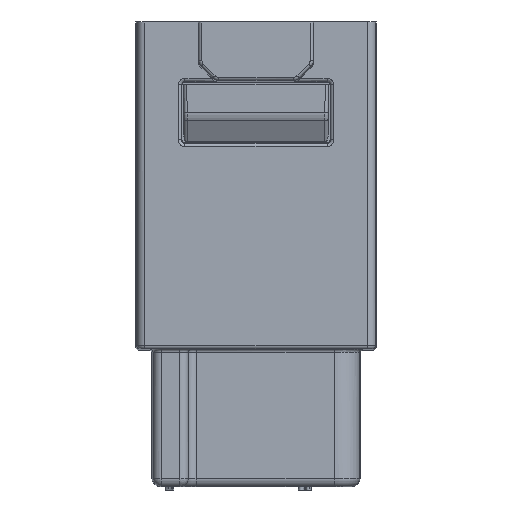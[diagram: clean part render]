
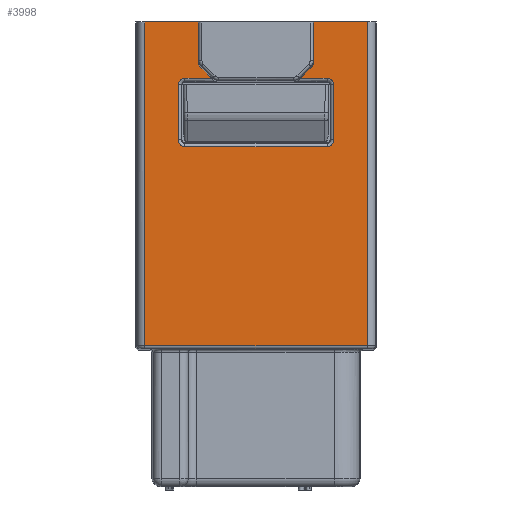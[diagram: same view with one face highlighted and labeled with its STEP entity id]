
A CAD part, front view. The second image highlights one B-rep face of the part: STEP entity #3998.
In plain terms, the highlighted planar face has unit normal (0, -1, 0).
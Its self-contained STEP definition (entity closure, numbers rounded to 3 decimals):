
#3284=B_SPLINE_CURVE_WITH_KNOTS('',3,(#39092,#39093,#39094,#39095),
 .UNSPECIFIED.,.F.,.F.,(4,4),(0.,1.),.UNSPECIFIED.);
#3285=B_SPLINE_CURVE_WITH_KNOTS('',3,(#39100,#39101,#39102,#39103),
 .UNSPECIFIED.,.F.,.F.,(4,4),(0.,1.),.UNSPECIFIED.);
#3286=B_SPLINE_CURVE_WITH_KNOTS('',3,(#39107,#39108,#39109,#39110),
 .UNSPECIFIED.,.F.,.F.,(4,4),(0.,1.),.UNSPECIFIED.);
#3287=B_SPLINE_CURVE_WITH_KNOTS('',3,(#39116,#39117,#39118,#39119),
 .UNSPECIFIED.,.F.,.F.,(4,4),(0.,1.),.UNSPECIFIED.);
#3288=B_SPLINE_CURVE_WITH_KNOTS('',3,(#39127,#39128,#39129,#39130),
 .UNSPECIFIED.,.F.,.F.,(4,4),(0.,1.),.UNSPECIFIED.);
#3289=B_SPLINE_CURVE_WITH_KNOTS('',3,(#39136,#39137,#39138,#39139),
 .UNSPECIFIED.,.F.,.F.,(4,4),(0.,1.),.UNSPECIFIED.);
#3998=ADVANCED_FACE('',(#5665),#4905,.T.);
#4905=PLANE('',#24257);
#5665=FACE_OUTER_BOUND('',#7081,.T.);
#7081=EDGE_LOOP('',(#10316,#10317,#10318,#10319,#10320,#10321,#10322,#10323,
#10324,#10325,#10326,#10327,#10328,#10329,#10330,#10331,#10332,#10333,#10334,
#10335));
#10316=ORIENTED_EDGE('',*,*,#18550,.T.);
#10317=ORIENTED_EDGE('',*,*,#18551,.T.);
#10318=ORIENTED_EDGE('',*,*,#18552,.T.);
#10319=ORIENTED_EDGE('',*,*,#18553,.T.);
#10320=ORIENTED_EDGE('',*,*,#18554,.T.);
#10321=ORIENTED_EDGE('',*,*,#18555,.T.);
#10322=ORIENTED_EDGE('',*,*,#18556,.T.);
#10323=ORIENTED_EDGE('',*,*,#18557,.T.);
#10324=ORIENTED_EDGE('',*,*,#18558,.F.);
#10325=ORIENTED_EDGE('',*,*,#17488,.F.);
#10326=ORIENTED_EDGE('',*,*,#18549,.T.);
#10327=ORIENTED_EDGE('',*,*,#18559,.F.);
#10328=ORIENTED_EDGE('',*,*,#18560,.F.);
#10329=ORIENTED_EDGE('',*,*,#17476,.F.);
#10330=ORIENTED_EDGE('',*,*,#18561,.F.);
#10331=ORIENTED_EDGE('',*,*,#18562,.T.);
#10332=ORIENTED_EDGE('',*,*,#18563,.T.);
#10333=ORIENTED_EDGE('',*,*,#18564,.T.);
#10334=ORIENTED_EDGE('',*,*,#18565,.T.);
#10335=ORIENTED_EDGE('',*,*,#18566,.T.);
#15206=VERTEX_POINT('',#34631);
#15208=VERTEX_POINT('',#34634);
#15216=VERTEX_POINT('',#34653);
#15217=VERTEX_POINT('',#34655);
#15853=VERTEX_POINT('',#39089);
#15854=VERTEX_POINT('',#39096);
#15855=VERTEX_POINT('',#39097);
#15856=VERTEX_POINT('',#39099);
#15857=VERTEX_POINT('',#39104);
#15858=VERTEX_POINT('',#39106);
#15859=VERTEX_POINT('',#39111);
#15860=VERTEX_POINT('',#39113);
#15861=VERTEX_POINT('',#39115);
#15862=VERTEX_POINT('',#39120);
#15863=VERTEX_POINT('',#39123);
#15864=VERTEX_POINT('',#39126);
#15865=VERTEX_POINT('',#39131);
#15866=VERTEX_POINT('',#39133);
#15867=VERTEX_POINT('',#39135);
#15868=VERTEX_POINT('',#39140);
#17476=EDGE_CURVE('',#15206,#15208,#20856,.T.);
#17488=EDGE_CURVE('',#15216,#15217,#20863,.T.);
#18549=EDGE_CURVE('',#15216,#15853,#21061,.T.);
#18550=EDGE_CURVE('',#15854,#15855,#3284,.T.);
#18551=EDGE_CURVE('',#15855,#15856,#21062,.T.);
#18552=EDGE_CURVE('',#15856,#15857,#3285,.T.);
#18553=EDGE_CURVE('',#15857,#15858,#21063,.T.);
#18554=EDGE_CURVE('',#15858,#15859,#3286,.T.);
#18555=EDGE_CURVE('',#15859,#15860,#21064,.T.);
#18556=EDGE_CURVE('',#15860,#15861,#21065,.T.);
#18557=EDGE_CURVE('',#15861,#15862,#3287,.T.);
#18558=EDGE_CURVE('',#15217,#15862,#21066,.T.);
#18559=EDGE_CURVE('',#15863,#15853,#21067,.T.);
#18560=EDGE_CURVE('',#15208,#15863,#21068,.T.);
#18561=EDGE_CURVE('',#15864,#15206,#21069,.T.);
#18562=EDGE_CURVE('',#15864,#15865,#3288,.T.);
#18563=EDGE_CURVE('',#15865,#15866,#21070,.T.);
#18564=EDGE_CURVE('',#15866,#15867,#21071,.T.);
#18565=EDGE_CURVE('',#15867,#15868,#3289,.T.);
#18566=EDGE_CURVE('',#15868,#15854,#21072,.T.);
#20856=LINE('',#34633,#22186);
#20863=LINE('',#34654,#22193);
#21061=LINE('',#39090,#22391);
#21062=LINE('',#39098,#22392);
#21063=LINE('',#39105,#22393);
#21064=LINE('',#39112,#22394);
#21065=LINE('',#39114,#22395);
#21066=LINE('',#39121,#22396);
#21067=LINE('',#39122,#22397);
#21068=LINE('',#39124,#22398);
#21069=LINE('',#39125,#22399);
#21070=LINE('',#39132,#22400);
#21071=LINE('',#39134,#22401);
#21072=LINE('',#39141,#22402);
#22186=VECTOR('',#26204,1.);
#22193=VECTOR('',#26221,1.);
#22391=VECTOR('',#27961,1.);
#22392=VECTOR('',#27964,1.);
#22393=VECTOR('',#27965,1.);
#22394=VECTOR('',#27966,1.);
#22395=VECTOR('',#27967,1.);
#22396=VECTOR('',#27968,1.);
#22397=VECTOR('',#27969,1.);
#22398=VECTOR('',#27970,1.);
#22399=VECTOR('',#27971,1.);
#22400=VECTOR('',#27972,1.);
#22401=VECTOR('',#27973,1.);
#22402=VECTOR('',#27974,1.);
#24257=AXIS2_PLACEMENT_3D('',#39142,#27975,#27976);
#26204=DIRECTION('',(1.,0.,0.));
#26221=DIRECTION('',(1.,0.,0.));
#27961=DIRECTION('',(0.,0.,-1.));
#27964=DIRECTION('',(-1.,0.,0.));
#27965=DIRECTION('',(0.,0.,1.));
#27966=DIRECTION('',(1.,0.,0.));
#27967=DIRECTION('',(-0.707,0.,0.707));
#27968=DIRECTION('',(0.,0.,-1.));
#27969=DIRECTION('',(-1.,0.,0.));
#27970=DIRECTION('',(0.,0.,-1.));
#27971=DIRECTION('',(0.,0.,1.));
#27972=DIRECTION('',(-0.707,0.,-0.707));
#27973=DIRECTION('',(1.,0.,0.));
#27974=DIRECTION('',(0.,0.,-1.));
#27975=DIRECTION('',(0.,-1.,0.));
#27976=DIRECTION('',(1.,0.,0.));
#34631=CARTESIAN_POINT('',(4.231,18.833,79.709));
#34633=CARTESIAN_POINT('',(4.231,18.833,79.709));
#34634=CARTESIAN_POINT('',(7.48,18.833,79.709));
#34653=CARTESIAN_POINT('',(-6.018,18.833,79.709));
#34654=CARTESIAN_POINT('',(-6.018,18.833,79.709));
#34655=CARTESIAN_POINT('',(-2.769,18.833,79.709));
#39089=CARTESIAN_POINT('',(-6.018,18.833,60.037));
#39090=CARTESIAN_POINT('',(-6.018,18.833,79.709));
#39092=CARTESIAN_POINT('',(5.454,18.833,72.536));
#39093=CARTESIAN_POINT('',(5.454,18.833,72.332));
#39094=CARTESIAN_POINT('',(5.266,18.833,72.136));
#39095=CARTESIAN_POINT('',(5.054,18.833,72.136));
#39096=CARTESIAN_POINT('',(5.454,18.833,72.536));
#39097=CARTESIAN_POINT('',(5.054,18.833,72.136));
#39098=CARTESIAN_POINT('',(5.054,18.833,72.136));
#39099=CARTESIAN_POINT('',(-3.592,18.833,72.136));
#39100=CARTESIAN_POINT('',(-3.592,18.833,72.136));
#39101=CARTESIAN_POINT('',(-3.796,18.833,72.136));
#39102=CARTESIAN_POINT('',(-3.992,18.833,72.324));
#39103=CARTESIAN_POINT('',(-3.992,18.833,72.536));
#39104=CARTESIAN_POINT('',(-3.992,18.833,72.536));
#39105=CARTESIAN_POINT('',(-3.992,18.833,72.536));
#39106=CARTESIAN_POINT('',(-3.992,18.833,75.882));
#39107=CARTESIAN_POINT('',(-3.992,18.833,75.882));
#39108=CARTESIAN_POINT('',(-3.992,18.833,76.086));
#39109=CARTESIAN_POINT('',(-3.804,18.833,76.282));
#39110=CARTESIAN_POINT('',(-3.592,18.833,76.282));
#39111=CARTESIAN_POINT('',(-3.592,18.833,76.282));
#39112=CARTESIAN_POINT('',(-3.592,18.833,76.282));
#39113=CARTESIAN_POINT('',(-1.962,18.833,76.282));
#39114=CARTESIAN_POINT('',(-1.962,18.833,76.282));
#39115=CARTESIAN_POINT('',(-2.623,18.833,76.943));
#39116=CARTESIAN_POINT('',(-2.623,18.833,76.943));
#39117=CARTESIAN_POINT('',(-2.72,18.833,77.04));
#39118=CARTESIAN_POINT('',(-2.769,18.833,77.158));
#39119=CARTESIAN_POINT('',(-2.769,18.833,77.296));
#39120=CARTESIAN_POINT('',(-2.769,18.833,77.296));
#39121=CARTESIAN_POINT('',(-2.769,18.833,79.709));
#39122=CARTESIAN_POINT('',(7.48,18.833,60.037));
#39123=CARTESIAN_POINT('',(7.48,18.833,60.037));
#39124=CARTESIAN_POINT('',(7.48,18.833,79.709));
#39125=CARTESIAN_POINT('',(4.231,18.833,77.296));
#39126=CARTESIAN_POINT('',(4.231,18.833,77.296));
#39127=CARTESIAN_POINT('',(4.231,18.833,77.296));
#39128=CARTESIAN_POINT('',(4.231,18.833,77.158));
#39129=CARTESIAN_POINT('',(4.182,18.833,77.04));
#39130=CARTESIAN_POINT('',(4.085,18.833,76.943));
#39131=CARTESIAN_POINT('',(4.085,18.833,76.943));
#39132=CARTESIAN_POINT('',(4.085,18.833,76.943));
#39133=CARTESIAN_POINT('',(3.424,18.833,76.282));
#39134=CARTESIAN_POINT('',(3.424,18.833,76.282));
#39135=CARTESIAN_POINT('',(5.054,18.833,76.282));
#39136=CARTESIAN_POINT('',(5.054,18.833,76.282));
#39137=CARTESIAN_POINT('',(5.258,18.833,76.282));
#39138=CARTESIAN_POINT('',(5.454,18.833,76.094));
#39139=CARTESIAN_POINT('',(5.454,18.833,75.882));
#39140=CARTESIAN_POINT('',(5.454,18.833,75.882));
#39141=CARTESIAN_POINT('',(5.454,18.833,75.882));
#39142=CARTESIAN_POINT('',(-6.569,18.833,61.409));
